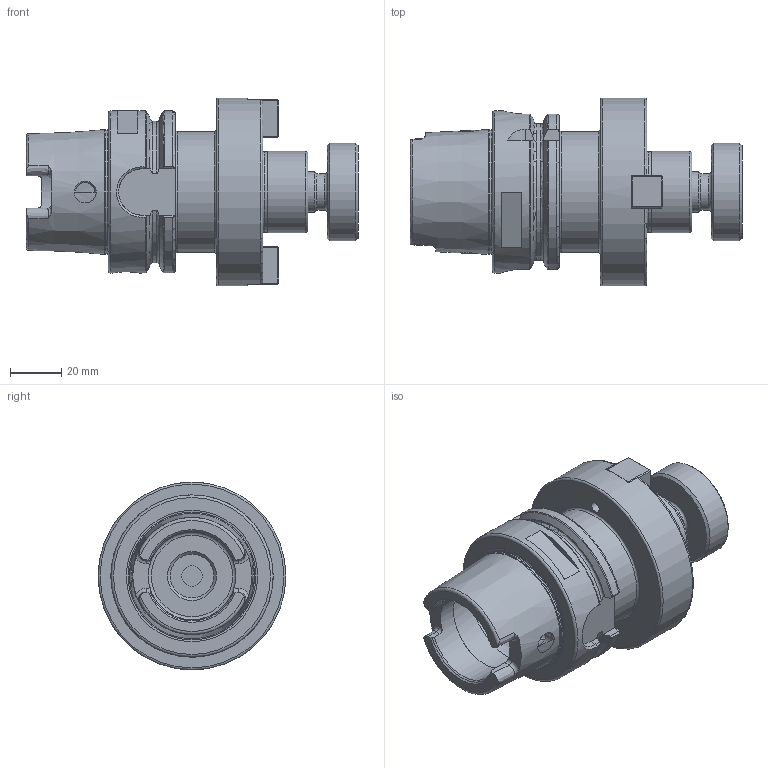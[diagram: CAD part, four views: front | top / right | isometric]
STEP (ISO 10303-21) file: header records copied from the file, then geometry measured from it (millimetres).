
FILE_DESCRIPTION(/* description */ (''),/* implementation_level */ '2;1');
FILE_NAME(/* name */ 'HSK063A-SM125-0236.stp',/* time_stamp */ '2019-07-24T16:12:59-05:00',/* author */ ('ldfli'),/* organization */ (''),/* preprocessor_version */ 'ST-DEVELOPER v18',/* originating_system */ 'Autodesk Inventor LT',/* authorisation */ '');
FILE_SCHEMA (('AUTOMOTIVE_DESIGN { 1 0 10303 214 3 1 1 }'));
Length unit declared in the file: millimetre
Products named in the file (1): HSK063A-SM125-0236
Bounding box: 129 x 73 x 73 mm (x, y, z)
Volume: 210419.4 mm3; surface area: 47366.1 mm2
Topology: 4 solids, 4 shells, 259 faces, 678 edges, 449 vertices
Faces by surface type: plane 141, cylinder 47, torus 30, cone 28, bspline 13
Full cylindrical faces by diameter (mm): 4.134 x2, 5 x2, 5.5 x2, 7.5 x2, 8 x1, 8.5 x2, 9.5 x2, 10 x1, 14 x2, 14.351 x1, 15.875 x1, 17 x1, 19 x1, 25 x1, 31.25 x1, 31.75 x1, 34 x2, 38 x1, 40 x1, 47 x1, 48.241 x1, 63 x1, 73 x1
Entity records: 9517 total; most frequent: CARTESIAN_POINT 3146, ORIENTED_EDGE 1360, DIRECTION 1284, EDGE_CURVE 680, AXIS2_PLACEMENT_3D 491, VERTEX_POINT 451, LINE 302, VECTOR 302
